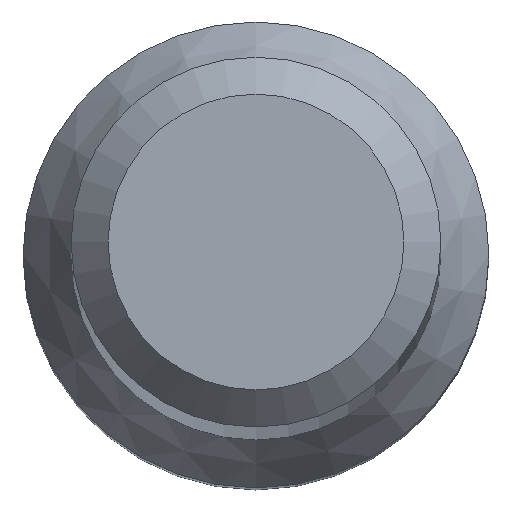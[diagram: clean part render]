
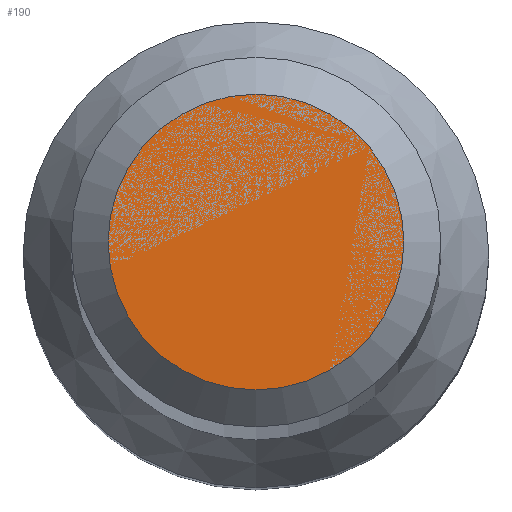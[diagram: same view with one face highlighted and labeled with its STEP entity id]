
A CAD part, top view. The second image highlights one B-rep face of the part: STEP entity #190.
In plain terms, the highlighted planar face has unit normal (0, 0, 1).
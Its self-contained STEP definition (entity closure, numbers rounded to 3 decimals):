
#11 = EDGE_CURVE ( 'NONE', #93, #93, #66, .T. ) ;
#36 = ORIENTED_EDGE ( 'NONE', *, *, #11, .F. ) ;
#58 = CARTESIAN_POINT ( 'NONE',  ( 0., 0., 70. ) ) ;
#66 = CIRCLE ( 'NONE', #67, 1.2 ) ;
#67 = AXIS2_PLACEMENT_3D ( 'NONE', #58, #208, #288 ) ;
#86 = AXIS2_PLACEMENT_3D ( 'NONE', #116, #210, #296 ) ;
#93 = VERTEX_POINT ( 'NONE', #248 ) ;
#116 = CARTESIAN_POINT ( 'NONE',  ( 0., 0., 70. ) ) ;
#190 = ADVANCED_FACE ( 'NONE', ( #193 ), #233, .F. ) ;
#193 = FACE_OUTER_BOUND ( 'NONE', #228, .T. ) ;
#208 = DIRECTION ( 'NONE',  ( 0., 0., -1. ) ) ;
#210 = DIRECTION ( 'NONE',  ( 0., 0., -1. ) ) ;
#228 = EDGE_LOOP ( 'NONE', ( #36 ) ) ;
#233 = PLANE ( 'NONE',  #86 ) ;
#248 = CARTESIAN_POINT ( 'NONE',  ( 0., 1.2, 70. ) ) ;
#288 = DIRECTION ( 'NONE',  ( 0., 1., 0. ) ) ;
#296 = DIRECTION ( 'NONE',  ( 0., 1., 0. ) ) ;
